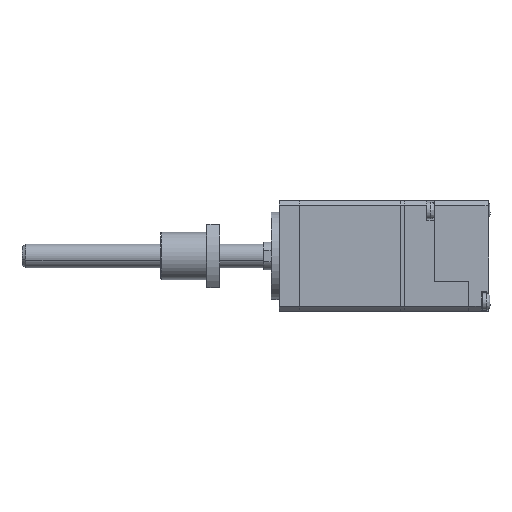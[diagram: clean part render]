
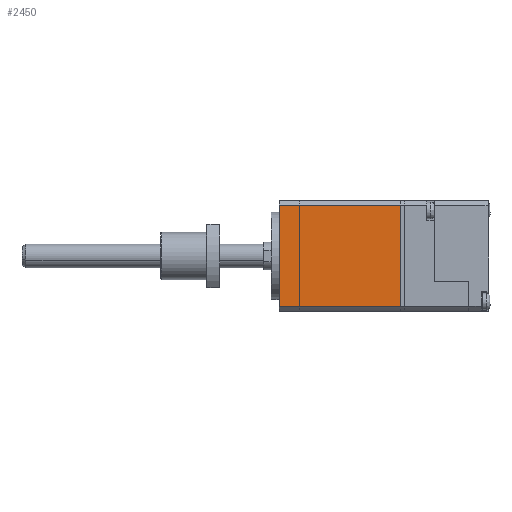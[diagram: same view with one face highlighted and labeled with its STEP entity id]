
A CAD part, left-side view. The second image highlights one B-rep face of the part: STEP entity #2450.
In plain terms, the highlighted planar face has unit normal (-1, 0, 0).
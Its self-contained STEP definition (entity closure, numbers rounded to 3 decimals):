
#122 = VERTEX_POINT ( 'NONE', #5554 ) ;
#294 = ORIENTED_EDGE ( 'NONE', *, *, #3723, .F. ) ;
#514 = EDGE_LOOP ( 'NONE', ( #7716, #294, #1714, #9059 ) ) ;
#530 = CARTESIAN_POINT ( 'NONE',  ( -26.711, -0.974, 32.445 ) ) ;
#1268 = CARTESIAN_POINT ( 'NONE',  ( -26.711, -0.974, 32.445 ) ) ;
#1273 = DIRECTION ( 'NONE',  ( 0., 0., -1. ) ) ;
#1335 = CARTESIAN_POINT ( 'NONE',  ( -26.711, -31.654, 32.445 ) ) ;
#1714 = ORIENTED_EDGE ( 'NONE', *, *, #5866, .T. ) ;
#1739 = VERTEX_POINT ( 'NONE', #6763 ) ;
#1972 = EDGE_CURVE ( 'NONE', #122, #5631, #9520, .T. ) ;
#2158 = VECTOR ( 'NONE', #2541, 1000. ) ;
#2450 = ADVANCED_FACE ( 'NONE', ( #2830 ), #5022, .T. ) ;
#2541 = DIRECTION ( 'NONE',  ( 0., 0., -1. ) ) ;
#2830 = FACE_OUTER_BOUND ( 'NONE', #514, .T. ) ;
#3532 = DIRECTION ( 'NONE',  ( 0., -1., 0. ) ) ;
#3723 = EDGE_CURVE ( 'NONE', #8460, #122, #5863, .T. ) ;
#3864 = VECTOR ( 'NONE', #3532, 1000. ) ;
#3880 = DIRECTION ( 'NONE',  ( 0., -1., 0. ) ) ;
#4163 = EDGE_CURVE ( 'NONE', #1739, #5631, #7025, .T. ) ;
#4173 = LINE ( 'NONE', #7779, #2158 ) ;
#4333 = DIRECTION ( 'NONE',  ( 0., 0., -1. ) ) ;
#4574 = VECTOR ( 'NONE', #3880, 1000. ) ;
#5022 = PLANE ( 'NONE',  #8781 ) ;
#5554 = CARTESIAN_POINT ( 'NONE',  ( -26.711, -31.654, 32.445 ) ) ;
#5631 = VERTEX_POINT ( 'NONE', #7281 ) ;
#5773 = DIRECTION ( 'NONE',  ( -1., 0., 0. ) ) ;
#5863 = LINE ( 'NONE', #1268, #3864 ) ;
#5866 = EDGE_CURVE ( 'NONE', #8460, #1739, #4173, .T. ) ;
#6125 = CARTESIAN_POINT ( 'NONE',  ( -26.711, -0.974, 6.755 ) ) ;
#6763 = CARTESIAN_POINT ( 'NONE',  ( -26.711, -0.974, 6.755 ) ) ;
#7025 = LINE ( 'NONE', #6125, #4574 ) ;
#7272 = VECTOR ( 'NONE', #4333, 1000. ) ;
#7281 = CARTESIAN_POINT ( 'NONE',  ( -26.711, -31.654, 6.755 ) ) ;
#7716 = ORIENTED_EDGE ( 'NONE', *, *, #1972, .F. ) ;
#7779 = CARTESIAN_POINT ( 'NONE',  ( -26.711, -0.974, 32.445 ) ) ;
#8460 = VERTEX_POINT ( 'NONE', #8469 ) ;
#8469 = CARTESIAN_POINT ( 'NONE',  ( -26.711, -0.974, 32.445 ) ) ;
#8781 = AXIS2_PLACEMENT_3D ( 'NONE', #530, #5773, #1273 ) ;
#9059 = ORIENTED_EDGE ( 'NONE', *, *, #4163, .T. ) ;
#9520 = LINE ( 'NONE', #1335, #7272 ) ;
